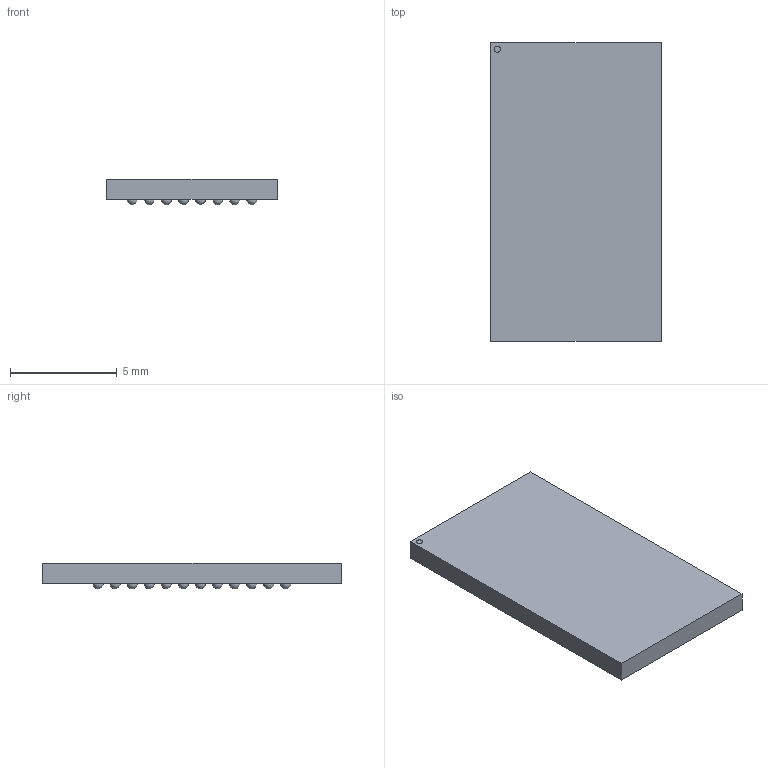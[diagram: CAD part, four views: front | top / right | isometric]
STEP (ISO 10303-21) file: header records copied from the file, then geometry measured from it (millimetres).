
FILE_DESCRIPTION(/* description */ ('model of TFBGA-64_8x14mm_Layout8x12_P0.8mm_Ball0.45mm_Pad0.35mm_NSMD'),/* implementation_level */ '2;1');
FILE_NAME(/* name */ 'TFBGA-64_8x14mm_Layout8x12_P0.8mm_Ball0.45mm_Pad0.35mm_NSMD.step',/* time_stamp */ '2021-04-11T22:14:39',/* author */ ('kicad StepUp','ksu'),/* organization */ ('FreeCAD'),/* preprocessor_version */ 'OCC',/* originating_system */ 'kicad StepUp',/* authorisation */ '');
FILE_SCHEMA(('AUTOMOTIVE_DESIGN { 1 0 10303 214 1 1 1 1 }'));
Length unit declared in the file: millimetre
Products named in the file (1): TFBGA_64_8x14mm_Layout8x12_P08mm_Ball045mm_Pad035mm_NSMD
Bounding box: 8 x 14 x 1.21 mm (x, y, z)
Volume: 108.4 mm3; surface area: 279.5 mm2
Topology: 1 solids, 1 shells, 72 faces, 207 edges, 138 vertices
Faces by surface type: sphere 64, plane 7, cylinder 1
Full cylindrical faces by diameter (mm): 0.3 x1
Entity records: 2639 total; most frequent: DIRECTION 419, CARTESIAN_POINT 354, ORIENTED_EDGE 286, AXIS2_PLACEMENT_3D 203, EDGE_CURVE 143, VERTEX_POINT 138, FACE_BOUND 137, EDGE_LOOP 137
